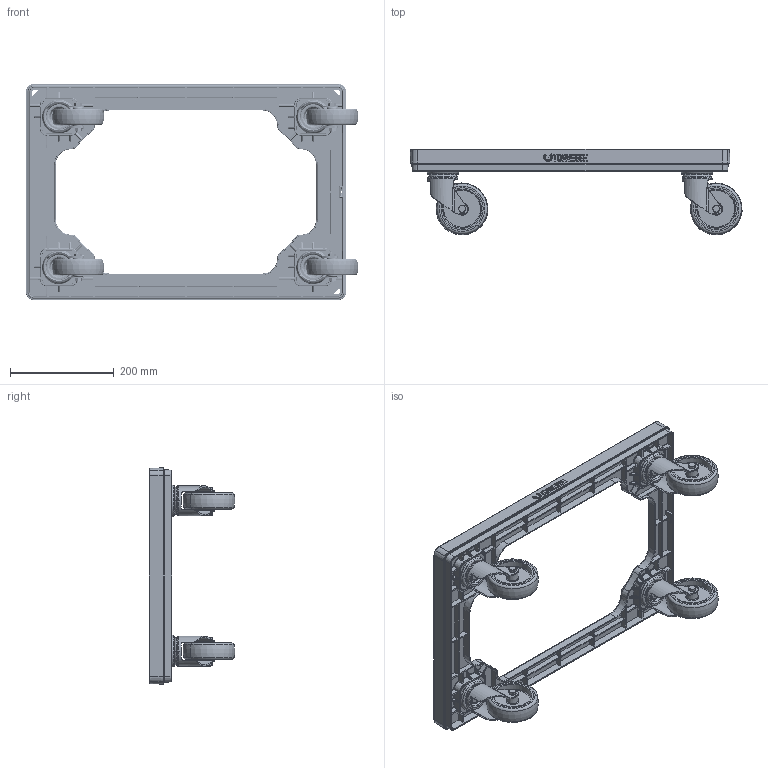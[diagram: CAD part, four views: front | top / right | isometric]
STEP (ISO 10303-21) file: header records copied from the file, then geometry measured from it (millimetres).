
FILE_DESCRIPTION (( 'STEP AP214' ), '1' );
FILE_NAME ('K0053787_TRO-TPG-100-ECO-blau.step', '2024-04-08T14:02:56', ( '' ), ( '' ), 'SwSTEP 2.0', 'SolidWorks 2020', '' );
FILE_SCHEMA (( 'AUTOMOTIVE_DESIGN' ));
Length unit declared in the file: millimetre
Products named in the file (1): K0053787_TRO-TPG-100-ECO-blau
Bounding box: 640.15 x 164.8 x 416.93 mm (x, y, z)
Volume: 1695115 mm3; surface area: 905927.3 mm2
Topology: 41 solids, 41 shells, 3989 faces, 10130 edges, 6341 vertices
Faces by surface type: cylinder 1478, plane 1238, torus 428, bspline 337, cone 296, sphere 212
Entity records: 209889 total; most frequent: CARTESIAN_POINT 74707, ORIENTED_EDGE 20248, DIRECTION 17660, EDGE_CURVE 10124, AXIS2_PLACEMENT_3D 6652, VERTEX_POINT 6341, VECTOR 4356, LINE 4356
